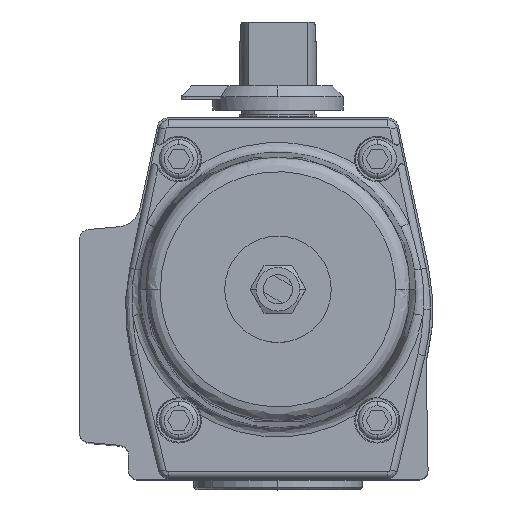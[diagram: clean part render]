
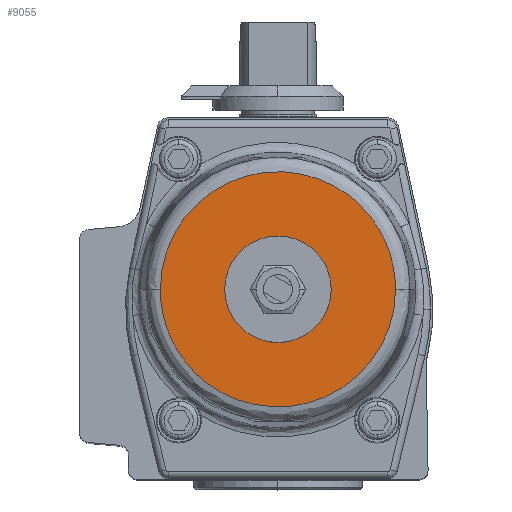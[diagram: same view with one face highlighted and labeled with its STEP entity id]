
A CAD part, top view. The second image highlights one B-rep face of the part: STEP entity #9055.
In plain terms, the highlighted planar face has unit normal (0, 0, 1).
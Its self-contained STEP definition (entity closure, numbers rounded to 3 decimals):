
#422 = CARTESIAN_POINT ( 'NONE',  ( 0., 0., 49. ) ) ;
#552 = VERTEX_POINT ( 'NONE', #5651 ) ;
#1183 = CARTESIAN_POINT ( 'NONE',  ( 0., 0., 49. ) ) ;
#1428 = DIRECTION ( 'NONE',  ( 1., 0., 0. ) ) ;
#2443 = CARTESIAN_POINT ( 'NONE',  ( 24.294, -48.589, 49. ) ) ;
#3448 = DIRECTION ( 'NONE',  ( 0., 0., -1. ) ) ;
#3853 = CIRCLE ( 'NONE', #8692, 11. ) ;
#4683 = DIRECTION ( 'NONE',  ( 0., 0., 1. ) ) ;
#4807 = VERTEX_POINT ( 'NONE', #9212 ) ;
#5374 = VERTEX_POINT ( 'NONE', #10137 ) ;
#5442 = ORIENTED_EDGE ( 'NONE', *, *, #7453, .T. ) ;
#5651 = CARTESIAN_POINT ( 'NONE',  ( 0., -11., 49. ) ) ;
#5687 = CARTESIAN_POINT ( 'NONE',  ( -24.294, 48.589, 49. ) ) ;
#5844 = VERTEX_POINT ( 'NONE', #8977 ) ;
#6218 = DIRECTION ( 'NONE',  ( 0., -1., 0. ) ) ;
#7113 = AXIS2_PLACEMENT_3D ( 'NONE', #18495, #4683, #1428 ) ;
#7453 = EDGE_CURVE ( 'NONE', #5374, #552, #11078, .T. ) ;
#7623 = CARTESIAN_POINT ( 'NONE',  ( 24.294, 0., 49. ) ) ;
#8503 = DIRECTION ( 'NONE',  ( 0., 0., -1. ) ) ;
#8692 = AXIS2_PLACEMENT_3D ( 'NONE', #1183, #3448, #12177 ) ;
#8707 = ORIENTED_EDGE ( 'NONE', *, *, #9714, .F. ) ;
#8977 = CARTESIAN_POINT ( 'NONE',  ( 24.294, 0., 49. ) ) ;
#9055 = ADVANCED_FACE ( 'NONE', ( #10488, #9531 ), #12083, .T. ) ;
#9212 = CARTESIAN_POINT ( 'NONE',  ( -24.294, 0., 49. ) ) ;
#9531 = FACE_OUTER_BOUND ( 'NONE', #17594, .T. ) ;
#9714 = EDGE_CURVE ( 'NONE', #5844, #4807, #18313, .T. ) ;
#10137 = CARTESIAN_POINT ( 'NONE',  ( 0., 11., 49. ) ) ;
#10488 = FACE_BOUND ( 'NONE', #17753, .T. ) ;
#10842 = CARTESIAN_POINT ( 'NONE',  ( 24.294, 48.589, 49. ) ) ;
#11078 = CIRCLE ( 'NONE', #16097, 11. ) ;
#11284 =( BOUNDED_CURVE ( )  B_SPLINE_CURVE ( 3, ( #16264, #5687, #10842, #7623 ),
 .UNSPECIFIED., .F., .F. ) 
 B_SPLINE_CURVE_WITH_KNOTS ( ( 4, 4 ),
 ( 0., 1. ),
 .UNSPECIFIED. ) 
 CURVE ( )  GEOMETRIC_REPRESENTATION_ITEM ( )  RATIONAL_B_SPLINE_CURVE ( ( 1., 0.333, 0.333, 1. ) ) 
 REPRESENTATION_ITEM ( '' )  );
#12083 = PLANE ( 'NONE',  #7113 ) ;
#12177 = DIRECTION ( 'NONE',  ( 0., -1., 0. ) ) ;
#12235 = ORIENTED_EDGE ( 'NONE', *, *, #17356, .F. ) ;
#12581 = ORIENTED_EDGE ( 'NONE', *, *, #19631, .T. ) ;
#13784 = CARTESIAN_POINT ( 'NONE',  ( -24.294, 0., 49. ) ) ;
#14106 = CARTESIAN_POINT ( 'NONE',  ( 24.294, 0., 49. ) ) ;
#16097 = AXIS2_PLACEMENT_3D ( 'NONE', #422, #8503, #6218 ) ;
#16264 = CARTESIAN_POINT ( 'NONE',  ( -24.294, 0., 49. ) ) ;
#17356 = EDGE_CURVE ( 'NONE', #4807, #5844, #11284, .T. ) ;
#17594 = EDGE_LOOP ( 'NONE', ( #12235, #8707 ) ) ;
#17753 = EDGE_LOOP ( 'NONE', ( #12581, #5442 ) ) ;
#18313 =( BOUNDED_CURVE ( )  B_SPLINE_CURVE ( 3, ( #14106, #2443, #18549, #13784 ),
 .UNSPECIFIED., .F., .F. ) 
 B_SPLINE_CURVE_WITH_KNOTS ( ( 4, 4 ),
 ( 0., 1. ),
 .UNSPECIFIED. ) 
 CURVE ( )  GEOMETRIC_REPRESENTATION_ITEM ( )  RATIONAL_B_SPLINE_CURVE ( ( 1., 0.333, 0.333, 1. ) ) 
 REPRESENTATION_ITEM ( '' )  );
#18495 = CARTESIAN_POINT ( 'NONE',  ( 0., 0., 49. ) ) ;
#18549 = CARTESIAN_POINT ( 'NONE',  ( -24.294, -48.589, 49. ) ) ;
#19631 = EDGE_CURVE ( 'NONE', #552, #5374, #3853, .T. ) ;
